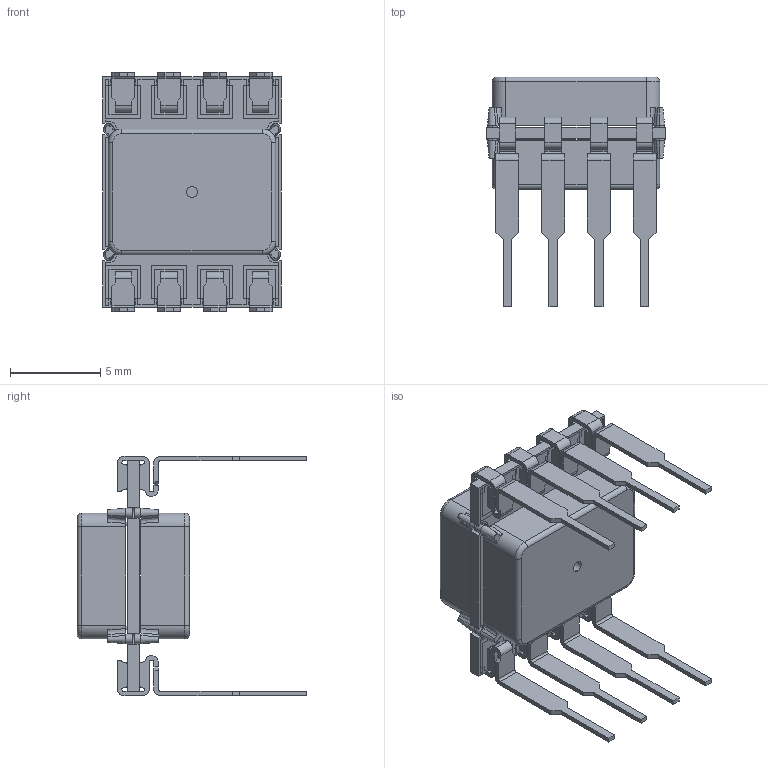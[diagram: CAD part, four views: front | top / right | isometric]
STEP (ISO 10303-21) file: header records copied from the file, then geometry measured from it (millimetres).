
FILE_DESCRIPTION (( 'STEP AP203' ), '1' );
FILE_NAME ('HNND.STEP', '2020-01-31T18:27:15', ( '' ), ( '' ), 'SwSTEP 2.0', 'SolidWorks 2010', '' );
FILE_SCHEMA (( 'CONFIG_CONTROL_DESIGN' ));
Length unit declared in the file: inch
Products named in the file (4): HNND; AS01-01-044 Rev A; ceramic-DIP; AS01-06-023_DIP for ELV
Assembly tree (11 placements, depth 2):
  HNND
    AS01-06-023_DIP for ELV  x8
    AS01-01-044 Rev A  x2
    ceramic-DIP
Bounding box: 9.9 x 12.75 x 13.3 mm (x, y, z)
Volume: 325.7 mm3; surface area: 1505.3 mm2
Topology: 14 solids, 15 shells, 894 faces, 2440 edges, 1604 vertices
Faces by surface type: plane 594, cylinder 224, torus 32, cone 28, bspline 16
Entity records: 15517 total; most frequent: CARTESIAN_POINT 2893, ORIENTED_EDGE 2530, DIRECTION 2447, EDGE_CURVE 1265, LINE 971, VECTOR 971, VERTEX_POINT 832, AXIS2_PLACEMENT_3D 738
